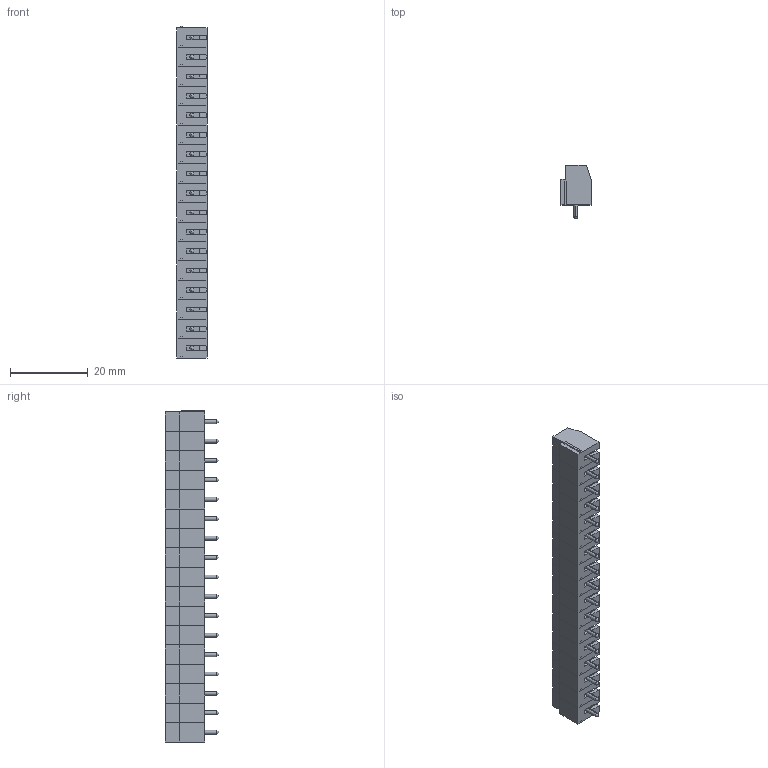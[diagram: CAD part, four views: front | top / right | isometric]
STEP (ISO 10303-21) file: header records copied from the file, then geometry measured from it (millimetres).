
FILE_DESCRIPTION (( 'STEP AP214' ), '1' );
FILE_NAME ('TBLOCK-17PIN-5mm pitch.STEP', '2020-06-29T08:27:56', ( '' ), ( '' ), 'SwSTEP 2.0', 'SolidWorks 2018', '' );
FILE_SCHEMA (( 'AUTOMOTIVE_DESIGN' ));
Length unit declared in the file: millimetre
Products named in the file (4): Inner; Screw; Outter; TBLOCK-17PIN-5mm pitch
Assembly tree (51 placements, depth 2):
  TBLOCK-17PIN-5mm pitch
    Outter  x17
    Screw  x17
    Inner  x17
Bounding box: 7.87 x 13.75 x 85.5 mm (x, y, z)
Volume: 4785.7 mm3; surface area: 12687.8 mm2
Topology: 51 solids, 51 shells, 2805 faces, 7038 edges, 4199 vertices
Faces by surface type: plane 1139, cylinder 731, bspline 476, torus 221, sphere 187, cone 51
Entity records: 5941 total; most frequent: CARTESIAN_POINT 1797, DIRECTION 827, ORIENTED_EDGE 802, EDGE_CURVE 401, AXIS2_PLACEMENT_3D 315, VERTEX_POINT 245, VECTOR 197, LINE 197
